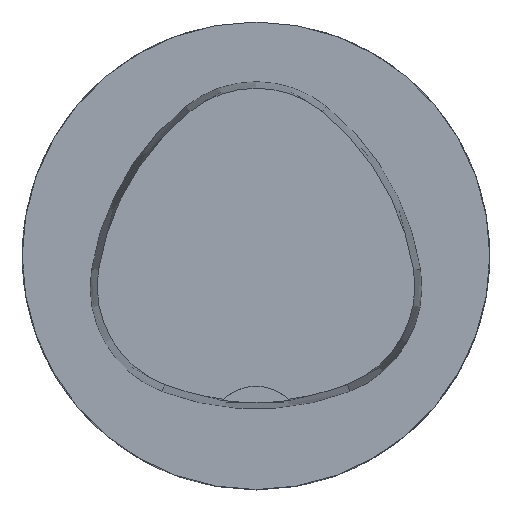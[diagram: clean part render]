
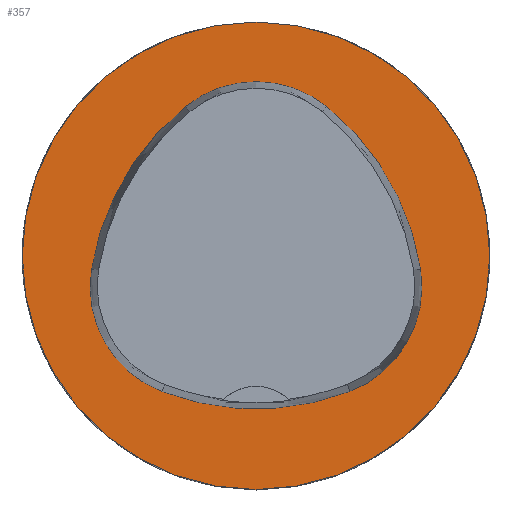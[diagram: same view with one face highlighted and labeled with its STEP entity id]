
A CAD part, top view. The second image highlights one B-rep face of the part: STEP entity #357.
In plain terms, the highlighted planar face has unit normal (0, 0, 1).
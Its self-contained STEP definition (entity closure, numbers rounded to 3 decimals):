
#143=PLANE('',#1037);
#357=ADVANCED_FACE('',(#418,#419),#143,.T.);
#418=FACE_BOUND('',#477,.T.);
#419=FACE_BOUND('',#478,.T.);
#477=EDGE_LOOP('',(#635,#636,#637,#638,#639,#640));
#478=EDGE_LOOP('',(#641));
#635=ORIENTED_EDGE('',*,*,#914,.T.);
#636=ORIENTED_EDGE('',*,*,#894,.T.);
#637=ORIENTED_EDGE('',*,*,#898,.T.);
#638=ORIENTED_EDGE('',*,*,#901,.T.);
#639=ORIENTED_EDGE('',*,*,#904,.T.);
#640=ORIENTED_EDGE('',*,*,#912,.T.);
#641=ORIENTED_EDGE('',*,*,#885,.F.);
#796=VERTEX_POINT('',#1470);
#805=VERTEX_POINT('',#1489);
#806=VERTEX_POINT('',#1490);
#809=VERTEX_POINT('',#1498);
#811=VERTEX_POINT('',#1504);
#813=VERTEX_POINT('',#1510);
#820=VERTEX_POINT('',#1531);
#885=EDGE_CURVE('',#796,#796,#956,.T.);
#894=EDGE_CURVE('',#805,#806,#957,.T.);
#898=EDGE_CURVE('',#806,#809,#959,.T.);
#901=EDGE_CURVE('',#809,#811,#961,.T.);
#904=EDGE_CURVE('',#811,#813,#963,.T.);
#912=EDGE_CURVE('',#813,#820,#967,.T.);
#914=EDGE_CURVE('',#820,#805,#969,.T.);
#956=CIRCLE('',#1009,25.0);
#957=CIRCLE('',#1015,28.0);
#959=CIRCLE('',#1018,12.0);
#961=CIRCLE('',#1021,28.0);
#963=CIRCLE('',#1024,12.0);
#967=CIRCLE('',#1029,28.0);
#969=CIRCLE('',#1032,12.0);
#1009=AXIS2_PLACEMENT_3D('',#1469,#1173,#1174);
#1015=AXIS2_PLACEMENT_3D('',#1488,#1189,#1190);
#1018=AXIS2_PLACEMENT_3D('',#1497,#1197,#1198);
#1021=AXIS2_PLACEMENT_3D('',#1503,#1204,#1205);
#1024=AXIS2_PLACEMENT_3D('',#1509,#1211,#1212);
#1029=AXIS2_PLACEMENT_3D('',#1532,#1223,#1224);
#1032=AXIS2_PLACEMENT_3D('',#1535,#1229,#1230);
#1037=AXIS2_PLACEMENT_3D('',#1540,#1239,#1240);
#1173=DIRECTION('',(0.0,0.0,-1.0));
#1174=DIRECTION('',(-1.0,0.0,0.0));
#1189=DIRECTION('',(0.0,0.0,-1.0));
#1190=DIRECTION('',(-1.0,0.0,0.0));
#1197=DIRECTION('',(0.0,0.0,-1.0));
#1198=DIRECTION('',(-1.0,0.0,0.0));
#1204=DIRECTION('',(0.0,0.0,-1.0));
#1205=DIRECTION('',(-1.0,0.0,0.0));
#1211=DIRECTION('',(0.0,0.0,-1.0));
#1212=DIRECTION('',(-1.0,0.0,0.0));
#1223=DIRECTION('',(0.0,0.0,-1.0));
#1224=DIRECTION('',(-1.0,0.0,0.0));
#1229=DIRECTION('',(0.0,0.0,-1.0));
#1230=DIRECTION('',(-1.0,0.0,0.0));
#1239=DIRECTION('',(0.0,0.0,1.0));
#1240=DIRECTION('',(1.0,0.0,0.0));
#1469=CARTESIAN_POINT('',(0.0,0.0,0.0));
#1470=CARTESIAN_POINT('',(-25.0,0.0,0.0));
#1488=CARTESIAN_POINT('',(10.068,-5.824,0.0));
#1489=CARTESIAN_POINT('',(-17.584,-1.424,0.0));
#1490=CARTESIAN_POINT('',(-7.531,15.953,0.0));
#1497=CARTESIAN_POINT('',(0.011,6.62,0.0));
#1498=CARTESIAN_POINT('',(7.567,15.942,0.0));
#1503=CARTESIAN_POINT('',(-10.063,-5.81,0.0));
#1504=CARTESIAN_POINT('',(17.59,-1.418,0.0));
#1509=CARTESIAN_POINT('',(5.739,-3.3,0.0));
#1510=CARTESIAN_POINT('',(10.05,-14.499,0.0));
#1531=CARTESIAN_POINT('',(-10.025,-14.516,0.0));
#1532=CARTESIAN_POINT('',(-0.01,11.631,0.0));
#1535=CARTESIAN_POINT('',(-5.733,-3.31,0.0));
#1540=CARTESIAN_POINT('',(0.0,0.0,0.0));
